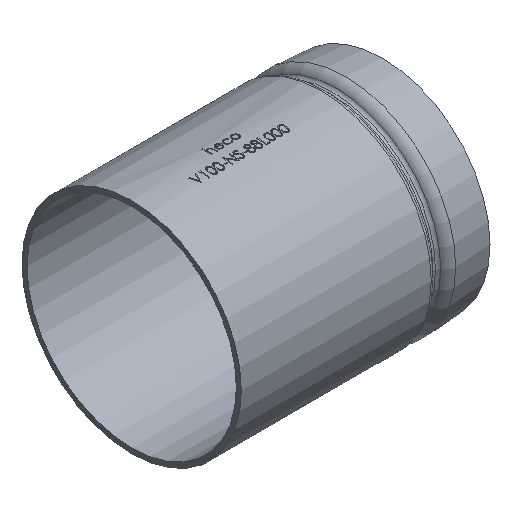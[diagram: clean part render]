
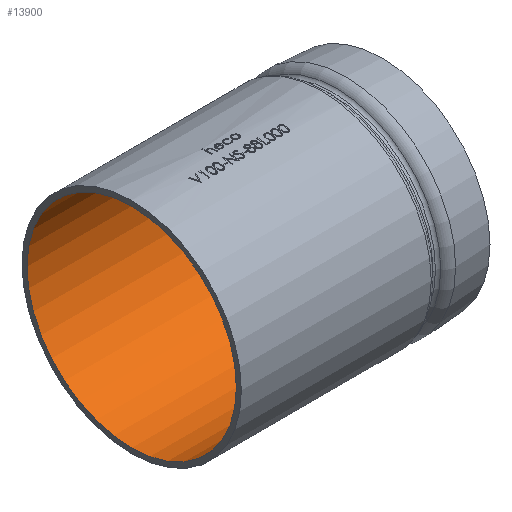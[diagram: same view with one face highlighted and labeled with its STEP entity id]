
A CAD part, isometric view. The second image highlights one B-rep face of the part: STEP entity #13900.
In plain terms, the highlighted cylindrical face has radius 42.418 mm (diameter 84.836 mm), a full revolution.
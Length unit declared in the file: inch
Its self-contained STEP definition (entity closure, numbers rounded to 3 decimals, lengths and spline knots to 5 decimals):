
#2019 = VERTEX_POINT ( 'NONE', #2733 ) ;
#2502 = AXIS2_PLACEMENT_3D ( 'NONE', #8820, #15463, #10141 ) ;
#2733 = CARTESIAN_POINT ( 'NONE',  ( 0., 0., -1.67 ) ) ;
#3037 = CARTESIAN_POINT ( 'NONE',  ( 1.50979, 0., 0. ) ) ;
#4729 = AXIS2_PLACEMENT_3D ( 'NONE', #3037, #12310, #12147 ) ;
#5752 = AXIS2_PLACEMENT_3D ( 'NONE', #9368, #15778, #13279 ) ;
#8372 = CYLINDRICAL_SURFACE ( 'NONE', #4729, 1.67 ) ;
#8585 = EDGE_CURVE ( 'NONE', #10222, #10222, #10683, .T. ) ;
#8820 = CARTESIAN_POINT ( 'NONE',  ( 0., 0., 0. ) ) ;
#9368 = CARTESIAN_POINT ( 'NONE',  ( 2.98835, 0., 0. ) ) ;
#9546 = EDGE_LOOP ( 'NONE', ( #13304 ) ) ;
#10141 = DIRECTION ( 'NONE',  ( 0., 0., -1. ) ) ;
#10222 = VERTEX_POINT ( 'NONE', #13205 ) ;
#10550 = EDGE_CURVE ( 'NONE', #2019, #2019, #11186, .T. ) ;
#10586 = FACE_OUTER_BOUND ( 'NONE', #13514, .T. ) ;
#10683 = CIRCLE ( 'NONE', #5752, 1.67 ) ;
#11186 = CIRCLE ( 'NONE', #2502, 1.67 ) ;
#12147 = DIRECTION ( 'NONE',  ( 0., 1., 0. ) ) ;
#12310 = DIRECTION ( 'NONE',  ( 1., 0., 0. ) ) ;
#13205 = CARTESIAN_POINT ( 'NONE',  ( 2.98835, -1.67, 0. ) ) ;
#13279 = DIRECTION ( 'NONE',  ( 0., -1., 0. ) ) ;
#13304 = ORIENTED_EDGE ( 'NONE', *, *, #10550, .F. ) ;
#13514 = EDGE_LOOP ( 'NONE', ( #13599 ) ) ;
#13599 = ORIENTED_EDGE ( 'NONE', *, *, #8585, .F. ) ;
#13900 = ADVANCED_FACE ( 'NONE', ( #14644, #10586 ), #8372, .F. ) ;
#14644 = FACE_OUTER_BOUND ( 'NONE', #9546, .T. ) ;
#15463 = DIRECTION ( 'NONE',  ( 1., 0., 0. ) ) ;
#15778 = DIRECTION ( 'NONE',  ( -1., 0., 0. ) ) ;
